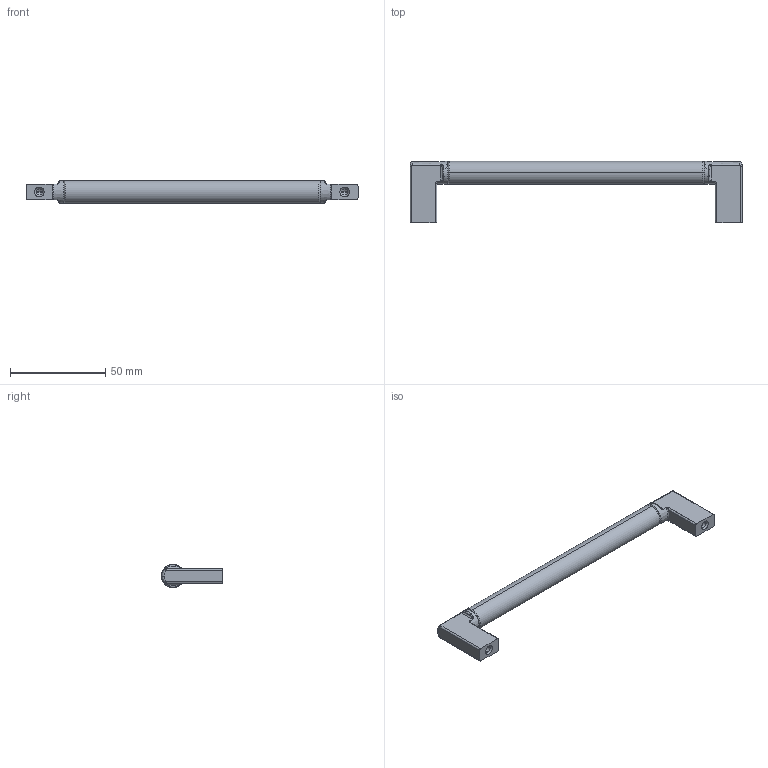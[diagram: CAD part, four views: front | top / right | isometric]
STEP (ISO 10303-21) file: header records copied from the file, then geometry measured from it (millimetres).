
FILE_DESCRIPTION(('Creo Elements/Direct Modeling STEP Export'),'2;1');
FILE_NAME('S674-174.stp','2023-02-15T11:41:05',(''),(''),'Creo Elements/Direct Modeling STEP processor for AP214 (Solid Model)','Creo Elements/Direct Modeling 20.0 12-Nov-2016 (C) Parametric Technology GmbH','');
FILE_SCHEMA(('AUTOMOTIVE_DESIGN { 1 0 10303 214 1 1 1 1 }'));
Length unit declared in the file: millimetre
Products named in the file (3): Sockel.1.1; HO-11611; DIV-11610
Assembly tree (3 placements, depth 2):
  DIV-11610
    HO-11611
    Sockel.1.1  x2
Bounding box: 174 x 32 x 12.08 mm (x, y, z)
Volume: 22838.1 mm3; surface area: 10391.6 mm2
Topology: 3 solids, 3 shells, 236 faces, 612 edges, 384 vertices
Faces by surface type: bspline 112, cone 46, plane 40, cylinder 22, torus 16
Entity records: 17245 total; most frequent: CARTESIAN_POINT 14756, ORIENTED_EDGE 634, DIRECTION 328, EDGE_CURVE 317, VERTEX_POINT 201, AXIS2_PLACEMENT_3D 141, EDGE_LOOP 132, FACE_OUTER_BOUND 126
